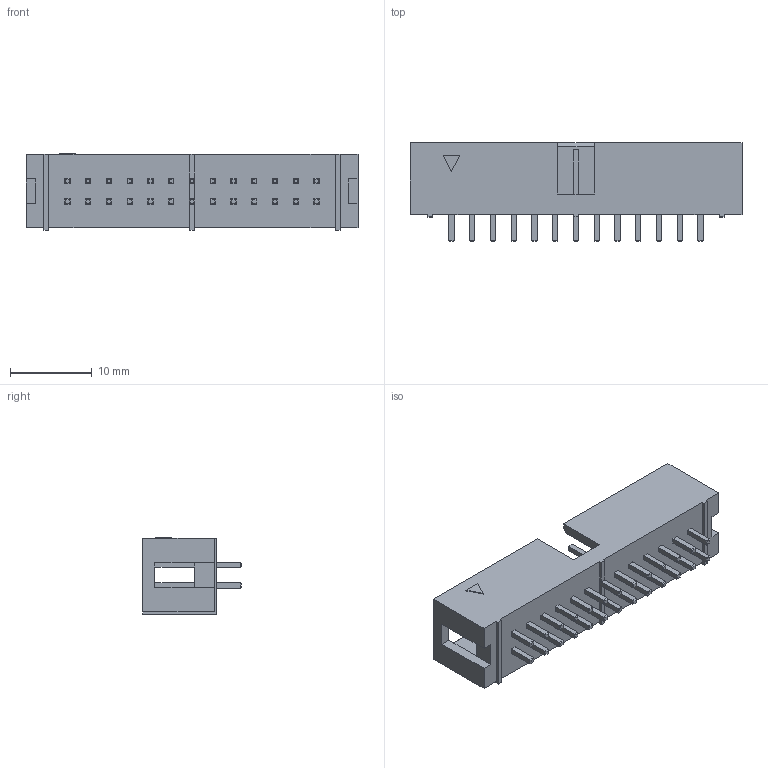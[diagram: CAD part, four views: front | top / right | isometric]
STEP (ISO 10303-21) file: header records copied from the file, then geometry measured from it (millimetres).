
FILE_DESCRIPTION (( 'STEP AP214' ), '1' );
FILE_NAME ('BH-26.step', '2021-01-16T12:43:01', ( '' ), ( '' ), 'SwSTEP 2.0', 'SolidWorks 2020', '' );
FILE_SCHEMA (( 'AUTOMOTIVE_DESIGN' ));
Length unit declared in the file: millimetre
Products named in the file (1): BH-26
Bounding box: 40.62 x 12.1 x 9.4 mm (x, y, z)
Volume: 1633.4 mm3; surface area: 3025.5 mm2
Topology: 27 solids, 27 shells, 523 faces, 1206 edges, 732 vertices
Faces by surface type: plane 523
Entity records: 18576 total; most frequent: CARTESIAN_POINT 2462, ORIENTED_EDGE 2412, DIRECTION 2254, VECTOR 1206, LINE 1206, EDGE_CURVE 1206, VERTEX_POINT 732, EDGE_LOOP 574
